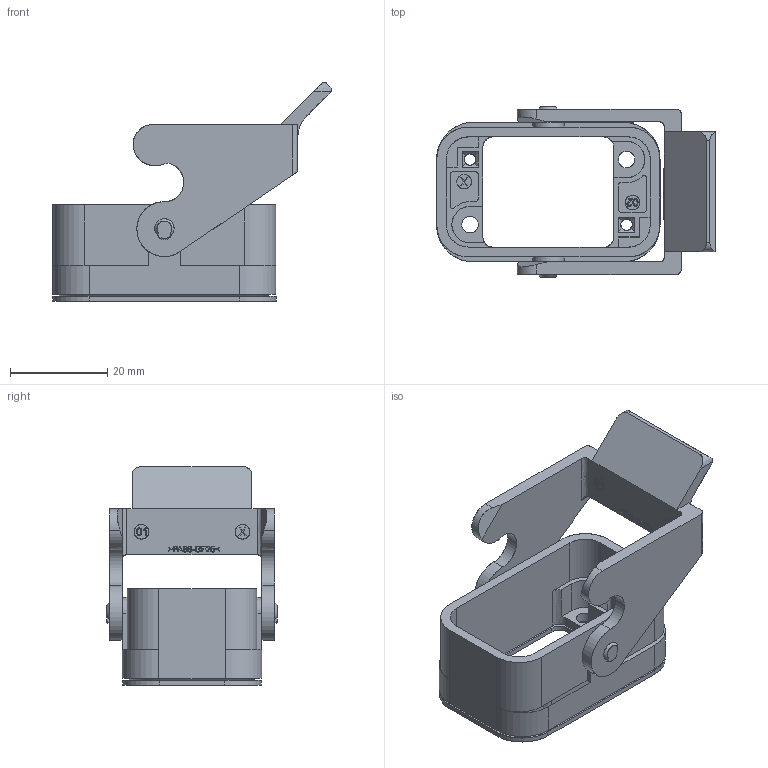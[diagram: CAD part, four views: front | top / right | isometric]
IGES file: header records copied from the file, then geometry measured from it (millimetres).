
Global section: file name: C3D-C146_10F008_001_12_Rev02.igs; native system: NX V12.0; preprocessor: SIEMENS PLM Software NX 12.0; date: 20210622.093636; units: millimetre
Bounding box: 57.39 x 35.1 x 45 mm (x, y, z)
Surface area: 12557.8 mm2 (no closed solid volume)
Topology: 0 solids, 0 shells, 705 faces, 4406 edges, 4404 vertices
Faces by surface type: bspline 705
